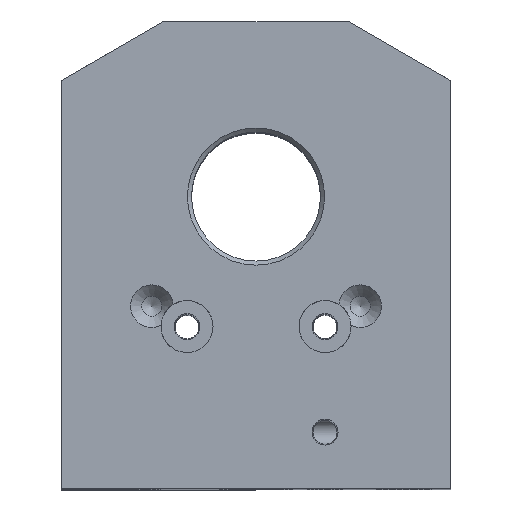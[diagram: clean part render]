
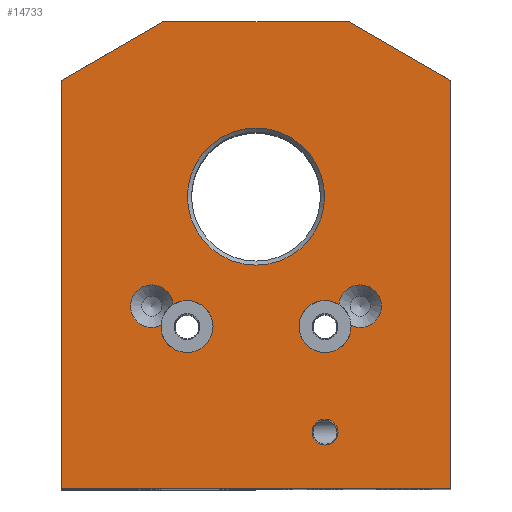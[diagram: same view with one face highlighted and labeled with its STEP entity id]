
A CAD part, top view. The second image highlights one B-rep face of the part: STEP entity #14733.
In plain terms, the highlighted planar face has unit normal (0, 0, 1).
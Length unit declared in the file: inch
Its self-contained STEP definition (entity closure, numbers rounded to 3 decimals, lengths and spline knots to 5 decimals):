
#2029=LINE('',#24679,#3628);
#2037=LINE('',#24732,#3636);
#2038=LINE('',#24733,#3637);
#2039=LINE('',#24735,#3638);
#2040=LINE('',#24737,#3639);
#2041=LINE('',#24738,#3640);
#3628=VECTOR('',#18259,0.3937);
#3636=VECTOR('',#18321,0.3937);
#3637=VECTOR('',#18322,0.3937);
#3638=VECTOR('',#18323,0.3937);
#3639=VECTOR('',#18324,0.3937);
#3640=VECTOR('',#18325,0.3937);
#3981=FACE_BOUND('',#5660,.T.);
#3982=FACE_BOUND('',#5661,.T.);
#3983=FACE_BOUND('',#5662,.T.);
#3984=FACE_BOUND('',#5663,.T.);
#4794=FACE_OUTER_BOUND('',#5659,.T.);
#5659=EDGE_LOOP('',(#13145,#13146,#13147,#13148,#13149,#13150));
#5660=EDGE_LOOP('',(#13151));
#5661=EDGE_LOOP('',(#13152,#13153));
#5662=EDGE_LOOP('',(#13154,#13155));
#5663=EDGE_LOOP('',(#13156));
#5924=CIRCLE('',#15420,0.665);
#5926=CIRCLE('',#15424,0.12597);
#5927=CIRCLE('',#15425,0.20669);
#5928=CIRCLE('',#15426,0.2525);
#5929=CIRCLE('',#15427,0.20669);
#5930=CIRCLE('',#15428,0.2525);
#7253=VERTEX_POINT('',#24676);
#7254=VERTEX_POINT('',#24678);
#7269=VERTEX_POINT('',#24724);
#7271=VERTEX_POINT('',#24730);
#7272=VERTEX_POINT('',#24731);
#7273=VERTEX_POINT('',#24734);
#7274=VERTEX_POINT('',#24736);
#7275=VERTEX_POINT('',#24739);
#7276=VERTEX_POINT('',#24741);
#7277=VERTEX_POINT('',#24742);
#7278=VERTEX_POINT('',#24745);
#7279=VERTEX_POINT('',#24746);
#9256=EDGE_CURVE('',#7254,#7253,#2029,.T.);
#9273=EDGE_CURVE('',#7269,#7269,#5924,.T.);
#9275=EDGE_CURVE('',#7271,#7272,#2037,.T.);
#9276=EDGE_CURVE('',#7272,#7254,#2038,.T.);
#9277=EDGE_CURVE('',#7253,#7273,#2039,.T.);
#9278=EDGE_CURVE('',#7273,#7274,#2040,.T.);
#9279=EDGE_CURVE('',#7274,#7271,#2041,.T.);
#9280=EDGE_CURVE('',#7275,#7275,#5926,.T.);
#9281=EDGE_CURVE('',#7276,#7277,#5927,.T.);
#9282=EDGE_CURVE('',#7277,#7276,#5928,.T.);
#9283=EDGE_CURVE('',#7278,#7279,#5929,.T.);
#9284=EDGE_CURVE('',#7279,#7278,#5930,.T.);
#13145=ORIENTED_EDGE('',*,*,#9275,.T.);
#13146=ORIENTED_EDGE('',*,*,#9276,.T.);
#13147=ORIENTED_EDGE('',*,*,#9256,.T.);
#13148=ORIENTED_EDGE('',*,*,#9277,.T.);
#13149=ORIENTED_EDGE('',*,*,#9278,.T.);
#13150=ORIENTED_EDGE('',*,*,#9279,.T.);
#13151=ORIENTED_EDGE('',*,*,#9280,.T.);
#13152=ORIENTED_EDGE('',*,*,#9281,.T.);
#13153=ORIENTED_EDGE('',*,*,#9282,.T.);
#13154=ORIENTED_EDGE('',*,*,#9283,.T.);
#13155=ORIENTED_EDGE('',*,*,#9284,.T.);
#13156=ORIENTED_EDGE('',*,*,#9273,.F.);
#14023=PLANE('',#15423);
#14733=ADVANCED_FACE('',(#4794,#3981,#3982,#3983,#3984),#14023,.T.);
#15420=AXIS2_PLACEMENT_3D('',#24725,#18313,#18314);
#15423=AXIS2_PLACEMENT_3D('',#24729,#18319,#18320);
#15424=AXIS2_PLACEMENT_3D('',#24740,#18326,#18327);
#15425=AXIS2_PLACEMENT_3D('',#24743,#18328,#18329);
#15426=AXIS2_PLACEMENT_3D('',#24744,#18330,#18331);
#15427=AXIS2_PLACEMENT_3D('',#24747,#18332,#18333);
#15428=AXIS2_PLACEMENT_3D('',#24748,#18334,#18335);
#18259=DIRECTION('',(-1.,0.,0.));
#18313=DIRECTION('center_axis',(0.,0.,1.));
#18314=DIRECTION('ref_axis',(0.,-1.,0.));
#18319=DIRECTION('center_axis',(0.,0.,1.));
#18320=DIRECTION('ref_axis',(1.,0.,0.));
#18321=DIRECTION('',(0.,1.,0.));
#18322=DIRECTION('',(-0.866,0.5,0.));
#18323=DIRECTION('',(-0.866,-0.5,0.));
#18324=DIRECTION('',(0.,-1.,0.));
#18325=DIRECTION('',(1.,0.,0.));
#18326=DIRECTION('center_axis',(0.,0.,-1.));
#18327=DIRECTION('ref_axis',(1.,0.,0.));
#18328=DIRECTION('center_axis',(0.,0.,-1.));
#18329=DIRECTION('ref_axis',(1.,0.,0.));
#18330=DIRECTION('center_axis',(0.,0.,-1.));
#18331=DIRECTION('ref_axis',(1.,0.,0.));
#18332=DIRECTION('center_axis',(0.,0.,-1.));
#18333=DIRECTION('ref_axis',(-1.,0.,0.));
#18334=DIRECTION('center_axis',(0.,0.,-1.));
#18335=DIRECTION('ref_axis',(1.,0.,0.));
#24676=CARTESIAN_POINT('',(-0.90551,4.52756,3.0315));
#24678=CARTESIAN_POINT('',(0.90551,4.52756,3.0315));
#24679=CARTESIAN_POINT('',(0.90551,4.52756,3.0315));
#24724=CARTESIAN_POINT('',(0.,3.49965,3.0315));
#24725=CARTESIAN_POINT('Origin',(0.,2.83465,3.0315));
#24729=CARTESIAN_POINT('Origin',(0.,2.12398,
3.0315));
#24730=CARTESIAN_POINT('',(1.88976,0.,3.0315));
#24731=CARTESIAN_POINT('',(1.88976,3.9593,3.0315));
#24732=CARTESIAN_POINT('',(1.88976,0.,3.0315));
#24733=CARTESIAN_POINT('',(1.88976,3.9593,3.0315));
#24734=CARTESIAN_POINT('',(-1.88976,3.9593,3.0315));
#24735=CARTESIAN_POINT('',(-0.90551,4.52756,3.0315));
#24736=CARTESIAN_POINT('',(-1.88976,0.,3.0315));
#24737=CARTESIAN_POINT('',(-1.88976,3.9593,3.0315));
#24738=CARTESIAN_POINT('',(-1.88976,0.,3.0315));
#24739=CARTESIAN_POINT('',(0.79526,0.55118,3.0315));
#24740=CARTESIAN_POINT('Origin',(0.66929,0.55118,3.0315));
#24741=CARTESIAN_POINT('',(0.80422,1.78823,3.0315));
#24742=CARTESIAN_POINT('',(0.92159,1.58494,3.0315));
#24743=CARTESIAN_POINT('Origin',(1.01025,1.77165,3.0315));
#24744=CARTESIAN_POINT('Origin',(0.66929,1.5748,3.0315));
#24745=CARTESIAN_POINT('',(-0.92159,1.58494,3.0315));
#24746=CARTESIAN_POINT('',(-0.80422,1.78823,3.0315));
#24747=CARTESIAN_POINT('Origin',(-1.01025,1.77165,3.0315));
#24748=CARTESIAN_POINT('Origin',(-0.66929,1.5748,3.0315));
